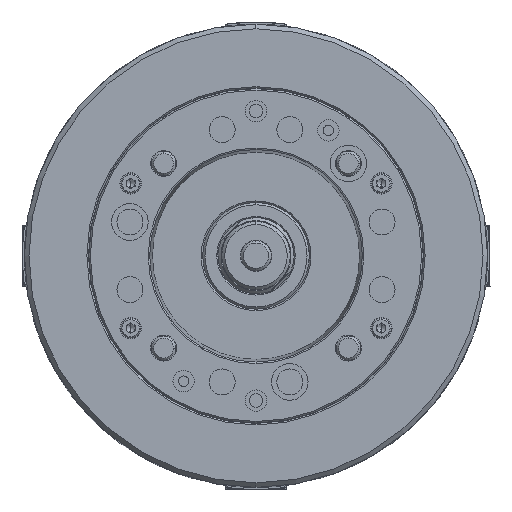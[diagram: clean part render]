
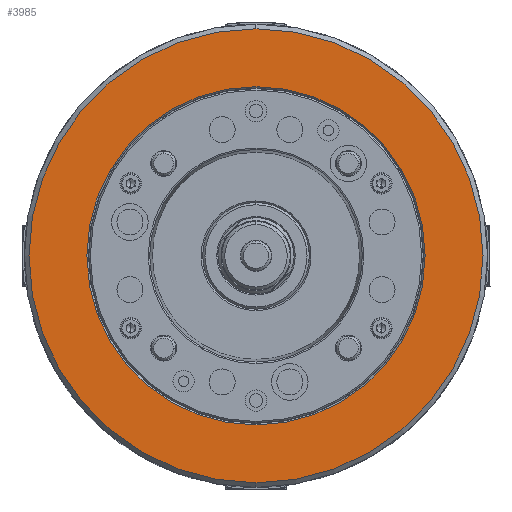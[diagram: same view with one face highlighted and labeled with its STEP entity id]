
A CAD part, left-side view. The second image highlights one B-rep face of the part: STEP entity #3985.
In plain terms, the highlighted planar face has unit normal (-1, 0, 0).
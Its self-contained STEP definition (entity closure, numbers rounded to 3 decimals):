
#1995 = CARTESIAN_POINT ( 'NONE',  ( -107., 0., 0. ) ) ;
#3985 = ADVANCED_FACE ( 'NONE', ( #7226, #51138 ), #6469, .T. ) ;
#4060 = CARTESIAN_POINT ( 'NONE',  ( -107., 0., -149. ) ) ;
#4303 = CARTESIAN_POINT ( 'NONE',  ( -107., 0., 149. ) ) ;
#4878 = DIRECTION ( 'NONE',  ( 1., 0., 0. ) ) ;
#5182 = CARTESIAN_POINT ( 'NONE',  ( -107., 0., -111. ) ) ;
#5632 = CARTESIAN_POINT ( 'NONE',  ( -107., 0., 0. ) ) ;
#6382 = DIRECTION ( 'NONE',  ( 0., 0., 1. ) ) ;
#6469 = PLANE ( 'NONE',  #28364 ) ;
#7226 = FACE_BOUND ( 'NONE', #39172, .T. ) ;
#8384 = CIRCLE ( 'NONE', #31902, 111. ) ;
#8413 = AXIS2_PLACEMENT_3D ( 'NONE', #23606, #54407, #28022 ) ;
#9729 = EDGE_CURVE ( 'NONE', #48093, #55041, #40813, .T. ) ;
#10025 = DIRECTION ( 'NONE',  ( 0., 0., 1. ) ) ;
#10861 = DIRECTION ( 'NONE',  ( -1., 0., 0. ) ) ;
#15446 = AXIS2_PLACEMENT_3D ( 'NONE', #5632, #36262, #10025 ) ;
#16249 = CARTESIAN_POINT ( 'NONE',  ( -107., 0., 111. ) ) ;
#19369 = ORIENTED_EDGE ( 'NONE', *, *, #25905, .T. ) ;
#23606 = CARTESIAN_POINT ( 'NONE',  ( -107., 0., 0. ) ) ;
#25905 = EDGE_CURVE ( 'NONE', #28091, #44685, #52328, .T. ) ;
#28022 = DIRECTION ( 'NONE',  ( 0., 0., 1. ) ) ;
#28091 = VERTEX_POINT ( 'NONE', #5182 ) ;
#28364 = AXIS2_PLACEMENT_3D ( 'NONE', #36926, #10861, #41532 ) ;
#31086 = CARTESIAN_POINT ( 'NONE',  ( -107., 0., 0. ) ) ;
#31856 = EDGE_CURVE ( 'NONE', #55041, #48093, #43488, .T. ) ;
#31902 = AXIS2_PLACEMENT_3D ( 'NONE', #31086, #4878, #35493 ) ;
#32607 = DIRECTION ( 'NONE',  ( -1., 0., 0. ) ) ;
#33327 = ORIENTED_EDGE ( 'NONE', *, *, #48159, .T. ) ;
#35493 = DIRECTION ( 'NONE',  ( 0., 0., 1. ) ) ;
#36262 = DIRECTION ( 'NONE',  ( 1., 0., 0. ) ) ;
#36926 = CARTESIAN_POINT ( 'NONE',  ( -107., 152., 0. ) ) ;
#39172 = EDGE_LOOP ( 'NONE', ( #33327, #19369 ) ) ;
#40813 = CIRCLE ( 'NONE', #8413, 149. ) ;
#41532 = DIRECTION ( 'NONE',  ( 0., 0., 1. ) ) ;
#43488 = CIRCLE ( 'NONE', #53252, 149. ) ;
#44685 = VERTEX_POINT ( 'NONE', #16249 ) ;
#48093 = VERTEX_POINT ( 'NONE', #4303 ) ;
#48159 = EDGE_CURVE ( 'NONE', #44685, #28091, #8384, .T. ) ;
#49439 = ORIENTED_EDGE ( 'NONE', *, *, #9729, .T. ) ;
#51138 = FACE_OUTER_BOUND ( 'NONE', #56400, .T. ) ;
#52328 = CIRCLE ( 'NONE', #15446, 111. ) ;
#53252 = AXIS2_PLACEMENT_3D ( 'NONE', #1995, #32607, #6382 ) ;
#53423 = ORIENTED_EDGE ( 'NONE', *, *, #31856, .T. ) ;
#54407 = DIRECTION ( 'NONE',  ( -1., 0., 0. ) ) ;
#55041 = VERTEX_POINT ( 'NONE', #4060 ) ;
#56400 = EDGE_LOOP ( 'NONE', ( #53423, #49439 ) ) ;
